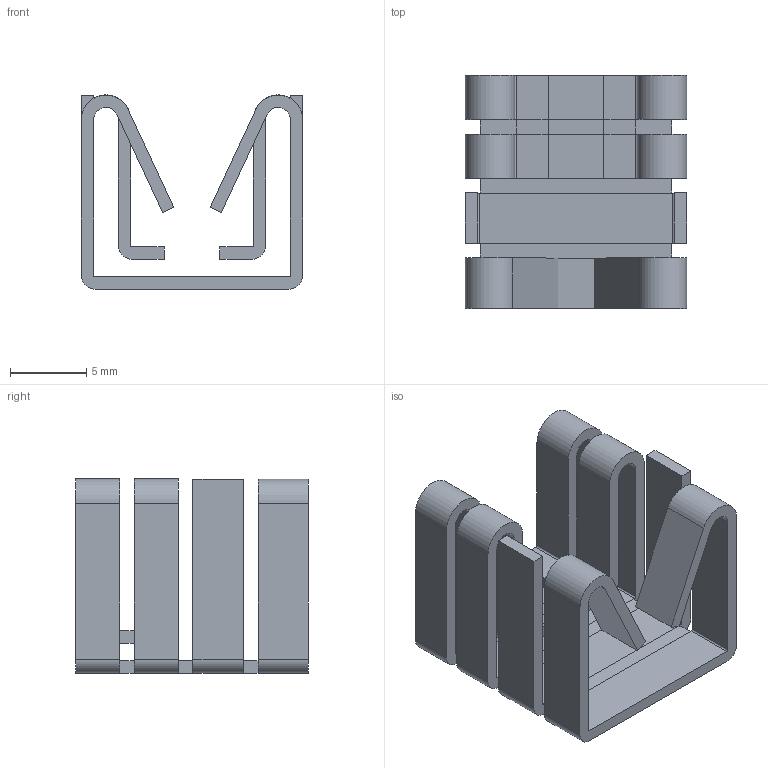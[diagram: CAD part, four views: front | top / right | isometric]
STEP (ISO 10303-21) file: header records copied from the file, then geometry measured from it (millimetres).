
FILE_DESCRIPTION((''),'2;1');
FILE_NAME('HSINK_FISCHER_FK 242 SA 220 O_H.stp','2011-03-29T16:55:25',(''),(''),'Mechanical Desktop 2011','Mechanical Desktop 2011',', , ');
FILE_SCHEMA(('AUTOMOTIVE_DESIGN { 1 2 10303 214 1 1 1 1 }'));
Length unit declared in the file: millimetre
Products named in the file (1): Product
Bounding box: 14.5 x 15.24 x 12.71 mm (x, y, z)
Volume: 582.3 mm3; surface area: 1893.1 mm2
Topology: 9 solids, 9 shells, 126 faces, 324 edges, 216 vertices
Faces by surface type: plane 90, cylinder 36
Entity records: 3857 total; most frequent: CARTESIAN_POINT 667, DIRECTION 650, ORIENTED_EDGE 648, EDGE_CURVE 324, VECTOR 252, LINE 252, VERTEX_POINT 216, AXIS2_PLACEMENT_3D 199
